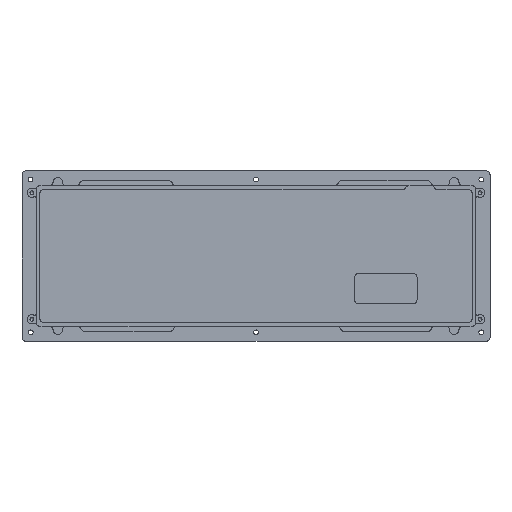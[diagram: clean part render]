
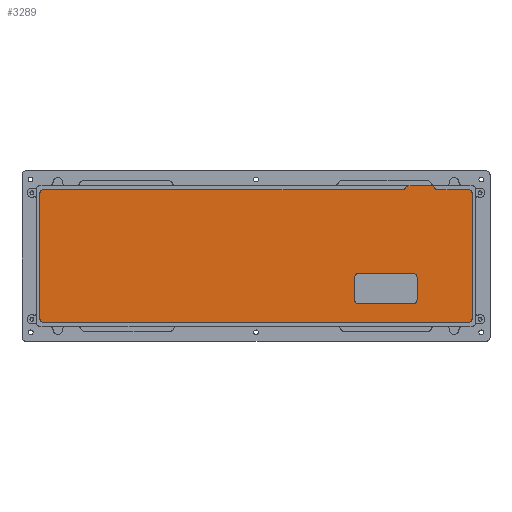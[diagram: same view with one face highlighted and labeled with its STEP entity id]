
A CAD part, top view. The second image highlights one B-rep face of the part: STEP entity #3289.
In plain terms, the highlighted planar face has unit normal (0, 0, 1).
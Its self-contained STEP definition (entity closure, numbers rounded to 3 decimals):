
#60=FACE_BOUND('',#519,.T.);
#204=PLANE('',#3601);
#311=FACE_OUTER_BOUND('',#518,.T.);
#518=EDGE_LOOP('',(#2446,#2447,#2448,#2449,#2450,#2451,#2452,#2453,#2454,
#2455,#2456,#2457,#2458,#2459));
#519=EDGE_LOOP('',(#2460,#2461,#2462,#2463,#2464,#2465,#2466,#2467));
#712=LINE('',#4832,#931);
#716=LINE('',#4844,#935);
#720=LINE('',#4856,#939);
#724=LINE('',#4868,#943);
#786=LINE('',#5174,#1005);
#804=LINE('',#5221,#1023);
#805=LINE('',#5230,#1024);
#806=LINE('',#5234,#1025);
#807=LINE('',#5238,#1026);
#808=LINE('',#5241,#1027);
#931=VECTOR('',#3889,10.);
#935=VECTOR('',#3901,10.);
#939=VECTOR('',#3913,10.);
#943=VECTOR('',#3925,10.);
#1005=VECTOR('',#4153,10.);
#1023=VECTOR('',#4199,10.);
#1024=VECTOR('',#4208,10.);
#1025=VECTOR('',#4211,10.);
#1026=VECTOR('',#4214,10.);
#1027=VECTOR('',#4217,10.);
#1151=CIRCLE('',#3490,2.);
#1153=CIRCLE('',#3494,2.);
#1155=CIRCLE('',#3498,2.);
#1157=CIRCLE('',#3502,2.);
#1231=CIRCLE('',#3599,2.);
#1233=CIRCLE('',#3602,2.);
#1234=CIRCLE('',#3603,2.);
#1235=CIRCLE('',#3604,2.);
#1236=CIRCLE('',#3605,2.);
#1237=CIRCLE('',#3606,2.);
#1238=CIRCLE('',#3607,2.);
#1239=CIRCLE('',#3608,2.);
#1338=VERTEX_POINT('',#4822);
#1339=VERTEX_POINT('',#4823);
#1342=VERTEX_POINT('',#4831);
#1344=VERTEX_POINT('',#4837);
#1346=VERTEX_POINT('',#4843);
#1348=VERTEX_POINT('',#4849);
#1350=VERTEX_POINT('',#4855);
#1352=VERTEX_POINT('',#4861);
#1354=VERTEX_POINT('',#4867);
#1465=VERTEX_POINT('',#5171);
#1466=VERTEX_POINT('',#5173);
#1479=VERTEX_POINT('',#5214);
#1481=VERTEX_POINT('',#5220);
#1482=VERTEX_POINT('',#5223);
#1483=VERTEX_POINT('',#5226);
#1484=VERTEX_POINT('',#5227);
#1485=VERTEX_POINT('',#5229);
#1486=VERTEX_POINT('',#5231);
#1487=VERTEX_POINT('',#5233);
#1488=VERTEX_POINT('',#5235);
#1489=VERTEX_POINT('',#5237);
#1490=VERTEX_POINT('',#5239);
#1678=EDGE_CURVE('',#1338,#1339,#1151,.T.);
#1682=EDGE_CURVE('',#1338,#1342,#712,.T.);
#1685=EDGE_CURVE('',#1344,#1342,#1153,.T.);
#1688=EDGE_CURVE('',#1344,#1346,#716,.T.);
#1691=EDGE_CURVE('',#1348,#1346,#1155,.T.);
#1694=EDGE_CURVE('',#1348,#1350,#720,.T.);
#1697=EDGE_CURVE('',#1352,#1350,#1157,.T.);
#1700=EDGE_CURVE('',#1352,#1354,#724,.T.);
#1832=EDGE_CURVE('',#1465,#1466,#786,.T.);
#1855=EDGE_CURVE('',#1479,#1466,#1231,.T.);
#1858=EDGE_CURVE('',#1481,#1339,#804,.T.);
#1859=EDGE_CURVE('',#1479,#1481,#1233,.F.);
#1860=EDGE_CURVE('',#1465,#1482,#1234,.T.);
#1861=EDGE_CURVE('',#1354,#1482,#1235,.F.);
#1862=EDGE_CURVE('',#1483,#1484,#1236,.T.);
#1863=EDGE_CURVE('',#1485,#1483,#805,.T.);
#1864=EDGE_CURVE('',#1486,#1485,#1237,.T.);
#1865=EDGE_CURVE('',#1487,#1486,#806,.T.);
#1866=EDGE_CURVE('',#1488,#1487,#1238,.T.);
#1867=EDGE_CURVE('',#1489,#1488,#807,.T.);
#1868=EDGE_CURVE('',#1490,#1489,#1239,.T.);
#1869=EDGE_CURVE('',#1484,#1490,#808,.T.);
#2446=ORIENTED_EDGE('',*,*,#1678,.T.);
#2447=ORIENTED_EDGE('',*,*,#1858,.F.);
#2448=ORIENTED_EDGE('',*,*,#1859,.F.);
#2449=ORIENTED_EDGE('',*,*,#1855,.T.);
#2450=ORIENTED_EDGE('',*,*,#1832,.F.);
#2451=ORIENTED_EDGE('',*,*,#1860,.T.);
#2452=ORIENTED_EDGE('',*,*,#1861,.F.);
#2453=ORIENTED_EDGE('',*,*,#1700,.F.);
#2454=ORIENTED_EDGE('',*,*,#1697,.T.);
#2455=ORIENTED_EDGE('',*,*,#1694,.F.);
#2456=ORIENTED_EDGE('',*,*,#1691,.T.);
#2457=ORIENTED_EDGE('',*,*,#1688,.F.);
#2458=ORIENTED_EDGE('',*,*,#1685,.T.);
#2459=ORIENTED_EDGE('',*,*,#1682,.F.);
#2460=ORIENTED_EDGE('',*,*,#1862,.F.);
#2461=ORIENTED_EDGE('',*,*,#1863,.F.);
#2462=ORIENTED_EDGE('',*,*,#1864,.F.);
#2463=ORIENTED_EDGE('',*,*,#1865,.F.);
#2464=ORIENTED_EDGE('',*,*,#1866,.F.);
#2465=ORIENTED_EDGE('',*,*,#1867,.F.);
#2466=ORIENTED_EDGE('',*,*,#1868,.F.);
#2467=ORIENTED_EDGE('',*,*,#1869,.F.);
#3289=ADVANCED_FACE('',(#311,#60),#204,.T.);
#3490=AXIS2_PLACEMENT_3D('',#4824,#3881,#3882);
#3494=AXIS2_PLACEMENT_3D('',#4838,#3894,#3895);
#3498=AXIS2_PLACEMENT_3D('',#4850,#3906,#3907);
#3502=AXIS2_PLACEMENT_3D('',#4862,#3918,#3919);
#3599=AXIS2_PLACEMENT_3D('',#5215,#4192,#4193);
#3601=AXIS2_PLACEMENT_3D('',#5219,#4197,#4198);
#3602=AXIS2_PLACEMENT_3D('',#5222,#4200,#4201);
#3603=AXIS2_PLACEMENT_3D('',#5224,#4202,#4203);
#3604=AXIS2_PLACEMENT_3D('',#5225,#4204,#4205);
#3605=AXIS2_PLACEMENT_3D('',#5228,#4206,#4207);
#3606=AXIS2_PLACEMENT_3D('',#5232,#4209,#4210);
#3607=AXIS2_PLACEMENT_3D('',#5236,#4212,#4213);
#3608=AXIS2_PLACEMENT_3D('',#5240,#4215,#4216);
#3881=DIRECTION('center_axis',(0.,0.,1.));
#3882=DIRECTION('ref_axis',(0.707,0.707,0.));
#3889=DIRECTION('',(0.,-1.,0.));
#3894=DIRECTION('center_axis',(0.,0.,1.));
#3895=DIRECTION('ref_axis',(0.707,-0.707,0.));
#3901=DIRECTION('',(-1.,0.,0.));
#3906=DIRECTION('center_axis',(0.,0.,1.));
#3907=DIRECTION('ref_axis',(-0.707,-0.707,0.));
#3913=DIRECTION('',(0.,1.,0.));
#3918=DIRECTION('center_axis',(0.,0.,1.));
#3919=DIRECTION('ref_axis',(-0.707,0.707,0.));
#3925=DIRECTION('',(1.,0.,0.));
#4153=DIRECTION('',(1.,0.,0.));
#4192=DIRECTION('center_axis',(0.,0.,1.));
#4193=DIRECTION('ref_axis',(0.53,0.848,0.));
#4197=DIRECTION('center_axis',(0.,0.,1.));
#4198=DIRECTION('ref_axis',(-1.,0.,0.));
#4199=DIRECTION('',(1.,0.,0.));
#4200=DIRECTION('center_axis',(0.,0.,-1.));
#4201=DIRECTION('ref_axis',(-0.5,-0.866,0.));
#4202=DIRECTION('center_axis',(0.,0.,1.));
#4203=DIRECTION('ref_axis',(-0.53,0.848,0.));
#4204=DIRECTION('center_axis',(0.,0.,-1.));
#4205=DIRECTION('ref_axis',(0.5,-0.866,0.));
#4206=DIRECTION('center_axis',(0.,0.,1.));
#4207=DIRECTION('ref_axis',(-0.707,0.707,0.));
#4208=DIRECTION('',(-1.,0.,0.));
#4209=DIRECTION('center_axis',(0.,0.,1.));
#4210=DIRECTION('ref_axis',(0.707,0.707,0.));
#4211=DIRECTION('',(0.,1.,0.));
#4212=DIRECTION('center_axis',(0.,0.,1.));
#4213=DIRECTION('ref_axis',(0.707,-0.707,0.));
#4214=DIRECTION('',(1.,0.,0.));
#4215=DIRECTION('center_axis',(0.,0.,1.));
#4216=DIRECTION('ref_axis',(-0.707,-0.707,0.));
#4217=DIRECTION('',(0.,-1.,0.));
#4822=CARTESIAN_POINT('',(242.388,-3.,-5.26));
#4823=CARTESIAN_POINT('',(240.388,-1.,-5.26));
#4824=CARTESIAN_POINT('Origin',(240.388,-3.,-5.26));
#4831=CARTESIAN_POINT('',(242.388,-73.2,-5.26));
#4832=CARTESIAN_POINT('',(242.388,-75.2,-5.26));
#4837=CARTESIAN_POINT('',(240.388,-75.2,-5.26));
#4838=CARTESIAN_POINT('Origin',(240.388,-73.2,-5.26));
#4843=CARTESIAN_POINT('',(2.5,-75.2,-5.26));
#4844=CARTESIAN_POINT('',(0.5,-75.2,-5.26));
#4849=CARTESIAN_POINT('',(0.5,-73.2,-5.26));
#4850=CARTESIAN_POINT('Origin',(2.5,-73.2,-5.26));
#4855=CARTESIAN_POINT('',(0.5,-3.,-5.26));
#4856=CARTESIAN_POINT('',(0.5,-1.,-5.26));
#4861=CARTESIAN_POINT('',(2.5,-1.,-5.26));
#4862=CARTESIAN_POINT('Origin',(2.5,-3.,-5.26));
#4867=CARTESIAN_POINT('',(203.299,-1.,-5.26));
#4868=CARTESIAN_POINT('',(242.388,-1.,-5.26));
#5171=CARTESIAN_POINT('',(206.896,1.25,-5.26));
#5173=CARTESIAN_POINT('',(219.57,1.25,-5.26));
#5174=CARTESIAN_POINT('',(164.603,1.25,-5.26));
#5214=CARTESIAN_POINT('',(221.369,0.125,-5.26));
#5215=CARTESIAN_POINT('Origin',(219.57,-0.75,-5.26));
#5219=CARTESIAN_POINT('Origin',(121.444,-38.1,-5.26));
#5220=CARTESIAN_POINT('',(223.167,-1.,-5.26));
#5221=CARTESIAN_POINT('',(242.388,-1.,-5.26));
#5222=CARTESIAN_POINT('Origin',(223.167,1.,-5.26));
#5223=CARTESIAN_POINT('',(205.097,0.125,-5.26));
#5224=CARTESIAN_POINT('Origin',(206.896,-0.75,-5.26));
#5225=CARTESIAN_POINT('Origin',(203.299,1.,-5.26));
#5226=CARTESIAN_POINT('',(178.594,-48.006,-5.26));
#5227=CARTESIAN_POINT('',(176.594,-50.006,-5.26));
#5228=CARTESIAN_POINT('Origin',(178.594,-50.006,-5.26));
#5229=CARTESIAN_POINT('',(209.55,-48.006,-5.26));
#5230=CARTESIAN_POINT('',(150.019,-48.006,-5.26));
#5231=CARTESIAN_POINT('',(211.55,-50.006,-5.26));
#5232=CARTESIAN_POINT('Origin',(209.55,-50.006,-5.26));
#5233=CARTESIAN_POINT('',(211.55,-62.706,-5.26));
#5234=CARTESIAN_POINT('',(211.55,-44.053,-5.26));
#5235=CARTESIAN_POINT('',(209.55,-64.706,-5.26));
#5236=CARTESIAN_POINT('Origin',(209.55,-62.706,-5.26));
#5237=CARTESIAN_POINT('',(178.594,-64.706,-5.26));
#5238=CARTESIAN_POINT('',(165.497,-64.706,-5.26));
#5239=CARTESIAN_POINT('',(176.594,-62.706,-5.26));
#5240=CARTESIAN_POINT('Origin',(178.594,-62.706,-5.26));
#5241=CARTESIAN_POINT('',(176.594,-50.403,-5.26));
